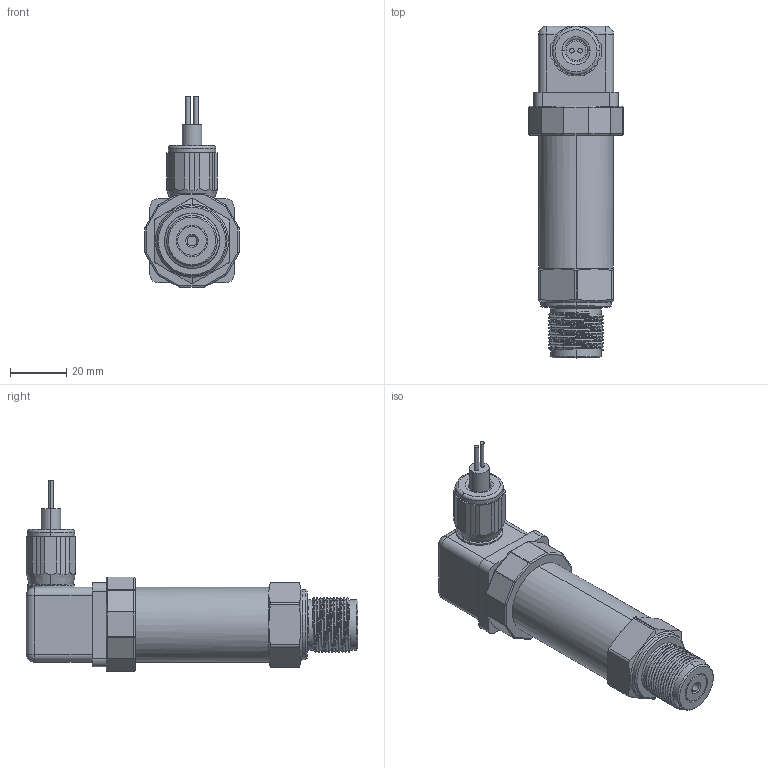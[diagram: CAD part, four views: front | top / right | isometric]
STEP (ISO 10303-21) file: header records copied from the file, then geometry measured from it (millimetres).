
FILE_DESCRIPTION (( 'STEP AP214' ), '1' );
FILE_NAME ('SOWAKAM Pressure Sensor.STEP', '2023-11-16T11:42:35', ( '' ), ( '' ), 'SwSTEP 2.0', 'SolidWorks 2021', '' );
FILE_SCHEMA (( 'AUTOMOTIVE_DESIGN' ));
Length unit declared in the file: millimetre
Products named in the file (1): SOWAKAM Pressure Sensor
Bounding box: 33.59 x 118.26 x 67.95 mm (x, y, z)
Volume: 75063.4 mm3; surface area: 14640.4 mm2
Topology: 1 solids, 1 shells, 271 faces, 662 edges, 390 vertices
Faces by surface type: cylinder 108, plane 89, sphere 28, cone 21, bspline 15, torus 10
Entity records: 14045 total; most frequent: CARTESIAN_POINT 5063, ORIENTED_EDGE 1290, DIRECTION 1197, EDGE_CURVE 645, AXIS2_PLACEMENT_3D 462, VERTEX_POINT 390, EDGE_LOOP 285, UNCERTAINTY_MEASURE_WITH_UNIT 274
